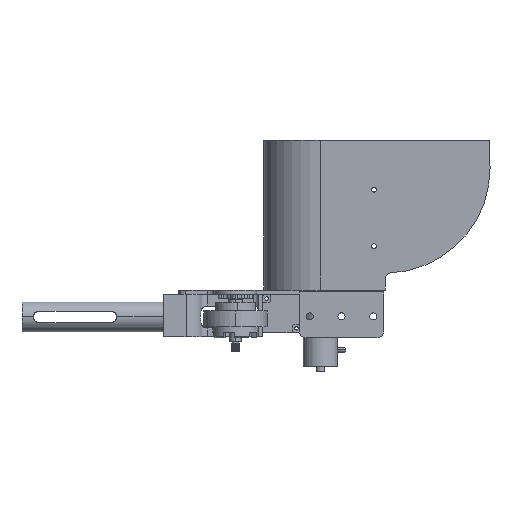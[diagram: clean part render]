
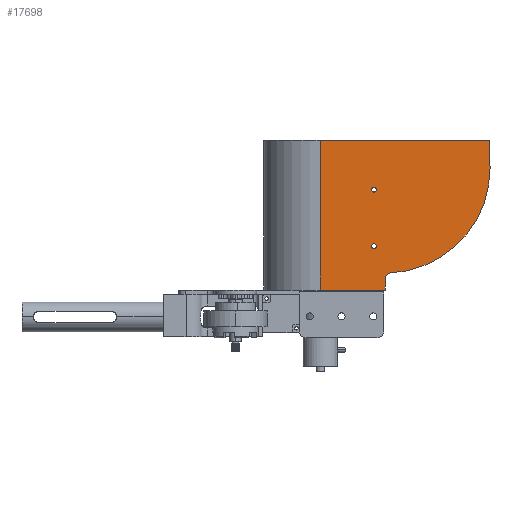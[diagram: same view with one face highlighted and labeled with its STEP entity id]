
A CAD part, front view. The second image highlights one B-rep face of the part: STEP entity #17698.
In plain terms, the highlighted face is planar.
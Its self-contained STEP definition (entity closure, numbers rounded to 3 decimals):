
#231 = VECTOR ( 'NONE', #5071, 1000. ) ;
#462 = ORIENTED_EDGE ( 'NONE', *, *, #16621, .F. ) ;
#512 = VERTEX_POINT ( 'NONE', #8979 ) ;
#605 = CARTESIAN_POINT ( 'NONE',  ( -40., 12.103, 21. ) ) ;
#627 = DIRECTION ( 'NONE',  ( 0., 0., -1. ) ) ;
#718 = ORIENTED_EDGE ( 'NONE', *, *, #15101, .F. ) ;
#774 = EDGE_LOOP ( 'NONE', ( #5184, #24607 ) ) ;
#1373 = VERTEX_POINT ( 'NONE', #9670 ) ;
#1615 = FACE_BOUND ( 'NONE', #27700, .T. ) ;
#1703 = EDGE_CURVE ( 'NONE', #2830, #512, #4320, .T. ) ;
#1911 = CARTESIAN_POINT ( 'NONE',  ( -40., 35., 14.75 ) ) ;
#2253 = CARTESIAN_POINT ( 'NONE',  ( -40., 110., 95. ) ) ;
#2825 = CARTESIAN_POINT ( 'NONE',  ( -40., 110., 95. ) ) ;
#2830 = VERTEX_POINT ( 'NONE', #605 ) ;
#3534 = VERTEX_POINT ( 'NONE', #28936 ) ;
#3607 = DIRECTION ( 'NONE',  ( 0., 0., 1. ) ) ;
#3628 = DIRECTION ( 'NONE',  ( 0., -1., 0. ) ) ;
#4320 = CIRCLE ( 'NONE', #11464, 4. ) ;
#4546 = LINE ( 'NONE', #2253, #15687 ) ;
#4846 = EDGE_CURVE ( 'NONE', #9252, #9179, #24383, .T. ) ;
#4973 = ORIENTED_EDGE ( 'NONE', *, *, #4846, .F. ) ;
#5071 = DIRECTION ( 'NONE',  ( 0., -1., 0. ) ) ;
#5184 = ORIENTED_EDGE ( 'NONE', *, *, #18287, .F. ) ;
#5202 = AXIS2_PLACEMENT_3D ( 'NONE', #25870, #16968, #3607 ) ;
#5394 = VECTOR ( 'NONE', #3628, 1000. ) ;
#5399 = ORIENTED_EDGE ( 'NONE', *, *, #18506, .F. ) ;
#5457 = EDGE_LOOP ( 'NONE', ( #27362, #4973, #5399, #23376, #15737, #12844, #718 ) ) ;
#5975 = CARTESIAN_POINT ( 'NONE',  ( -40., 75., 11.25 ) ) ;
#6168 = FACE_BOUND ( 'NONE', #774, .T. ) ;
#6270 = CARTESIAN_POINT ( 'NONE',  ( -40., 75., 14.75 ) ) ;
#6319 = DIRECTION ( 'NONE',  ( -1., 0., 0. ) ) ;
#6877 = LINE ( 'NONE', #13666, #12079 ) ;
#7329 = DIRECTION ( 'NONE',  ( 1., 0., 0. ) ) ;
#7477 = CIRCLE ( 'NONE', #13501, 1.75 ) ;
#7522 = CARTESIAN_POINT ( 'NONE',  ( -40., 35., 13. ) ) ;
#8979 = CARTESIAN_POINT ( 'NONE',  ( -40., 16.097, 24.795 ) ) ;
#9179 = VERTEX_POINT ( 'NONE', #22046 ) ;
#9252 = VERTEX_POINT ( 'NONE', #15779 ) ;
#9670 = CARTESIAN_POINT ( 'NONE',  ( -40., 90., 95. ) ) ;
#9774 = DIRECTION ( 'NONE',  ( 0., 0., 1. ) ) ;
#10598 = CARTESIAN_POINT ( 'NONE',  ( -40., 35., 13. ) ) ;
#10935 = VERTEX_POINT ( 'NONE', #13424 ) ;
#11080 = VERTEX_POINT ( 'NONE', #6270 ) ;
#11305 = LINE ( 'NONE', #19131, #5394 ) ;
#11464 = AXIS2_PLACEMENT_3D ( 'NONE', #12371, #28039, #14614 ) ;
#11672 = DIRECTION ( 'NONE',  ( -1., 0., 0. ) ) ;
#12079 = VECTOR ( 'NONE', #24838, 1000. ) ;
#12371 = CARTESIAN_POINT ( 'NONE',  ( -40., 12.103, 25. ) ) ;
#12798 = VERTEX_POINT ( 'NONE', #17278 ) ;
#12817 = DIRECTION ( 'NONE',  ( 0., 0., 1. ) ) ;
#12844 = ORIENTED_EDGE ( 'NONE', *, *, #23092, .F. ) ;
#13042 = EDGE_CURVE ( 'NONE', #21756, #3534, #7477, .T. ) ;
#13424 = CARTESIAN_POINT ( 'NONE',  ( -40., 110., 95. ) ) ;
#13501 = AXIS2_PLACEMENT_3D ( 'NONE', #7522, #23120, #9774 ) ;
#13535 = VERTEX_POINT ( 'NONE', #5975 ) ;
#13666 = CARTESIAN_POINT ( 'NONE',  ( -40., 90., 21. ) ) ;
#13862 = EDGE_CURVE ( 'NONE', #1373, #512, #19332, .T. ) ;
#14614 = DIRECTION ( 'NONE',  ( 0., 0., 1. ) ) ;
#14704 = PLANE ( 'NONE',  #5202 ) ;
#15101 = EDGE_CURVE ( 'NONE', #12798, #10935, #4546, .T. ) ;
#15687 = VECTOR ( 'NONE', #22368, 1000. ) ;
#15737 = ORIENTED_EDGE ( 'NONE', *, *, #13862, .F. ) ;
#15779 = CARTESIAN_POINT ( 'NONE',  ( -40., 4., 21. ) ) ;
#16621 = EDGE_CURVE ( 'NONE', #3534, #21756, #20521, .T. ) ;
#16968 = DIRECTION ( 'NONE',  ( -1., 0., 0. ) ) ;
#17278 = CARTESIAN_POINT ( 'NONE',  ( -40., 110., -25. ) ) ;
#17696 = CIRCLE ( 'NONE', #21089, 1.75 ) ;
#17698 = ADVANCED_FACE ( 'NONE', ( #6168, #1615, #18022 ), #14704, .T. ) ;
#18022 = FACE_OUTER_BOUND ( 'NONE', #5457, .T. ) ;
#18287 = EDGE_CURVE ( 'NONE', #13535, #11080, #17696, .T. ) ;
#18506 = EDGE_CURVE ( 'NONE', #2830, #9252, #6877, .T. ) ;
#19119 = CIRCLE ( 'NONE', #19471, 1.75 ) ;
#19131 = CARTESIAN_POINT ( 'NONE',  ( -40., 90., -25. ) ) ;
#19332 = CIRCLE ( 'NONE', #28908, 74. ) ;
#19367 = AXIS2_PLACEMENT_3D ( 'NONE', #10598, #26231, #12817 ) ;
#19471 = AXIS2_PLACEMENT_3D ( 'NONE', #25058, #11672, #27310 ) ;
#19663 = CARTESIAN_POINT ( 'NONE',  ( -40., 75., 13. ) ) ;
#20521 = CIRCLE ( 'NONE', #19367, 1.75 ) ;
#20683 = CARTESIAN_POINT ( 'NONE',  ( -40., 90., 21. ) ) ;
#21089 = AXIS2_PLACEMENT_3D ( 'NONE', #19663, #6319, #21917 ) ;
#21756 = VERTEX_POINT ( 'NONE', #1911 ) ;
#21917 = DIRECTION ( 'NONE',  ( 0., 0., 1. ) ) ;
#22046 = CARTESIAN_POINT ( 'NONE',  ( -40., 4., -25. ) ) ;
#22368 = DIRECTION ( 'NONE',  ( 0., 0., 1. ) ) ;
#22939 = DIRECTION ( 'NONE',  ( 0., 0., -1. ) ) ;
#22979 = VECTOR ( 'NONE', #627, 1000. ) ;
#23092 = EDGE_CURVE ( 'NONE', #10935, #1373, #23285, .T. ) ;
#23120 = DIRECTION ( 'NONE',  ( -1., 0., 0. ) ) ;
#23285 = LINE ( 'NONE', #2825, #231 ) ;
#23376 = ORIENTED_EDGE ( 'NONE', *, *, #1703, .T. ) ;
#24383 = LINE ( 'NONE', #25227, #22979 ) ;
#24607 = ORIENTED_EDGE ( 'NONE', *, *, #28402, .F. ) ;
#24678 = EDGE_CURVE ( 'NONE', #12798, #9179, #11305, .T. ) ;
#24838 = DIRECTION ( 'NONE',  ( 0., -1., 0. ) ) ;
#25058 = CARTESIAN_POINT ( 'NONE',  ( -40., 75., 13. ) ) ;
#25227 = CARTESIAN_POINT ( 'NONE',  ( -40., 4., 21. ) ) ;
#25870 = CARTESIAN_POINT ( 'NONE',  ( -40., 90., 0. ) ) ;
#26231 = DIRECTION ( 'NONE',  ( -1., 0., 0. ) ) ;
#27310 = DIRECTION ( 'NONE',  ( 0., 0., 1. ) ) ;
#27362 = ORIENTED_EDGE ( 'NONE', *, *, #24678, .T. ) ;
#27700 = EDGE_LOOP ( 'NONE', ( #462, #28663 ) ) ;
#28039 = DIRECTION ( 'NONE',  ( 1., 0., 0. ) ) ;
#28402 = EDGE_CURVE ( 'NONE', #11080, #13535, #19119, .T. ) ;
#28663 = ORIENTED_EDGE ( 'NONE', *, *, #13042, .F. ) ;
#28908 = AXIS2_PLACEMENT_3D ( 'NONE', #20683, #7329, #22939 ) ;
#28936 = CARTESIAN_POINT ( 'NONE',  ( -40., 35., 11.25 ) ) ;
